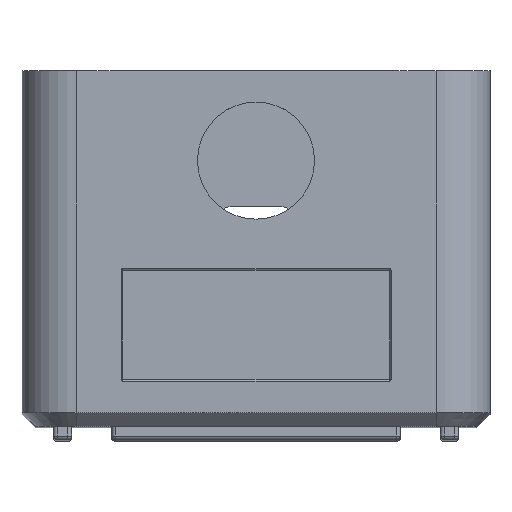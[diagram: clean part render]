
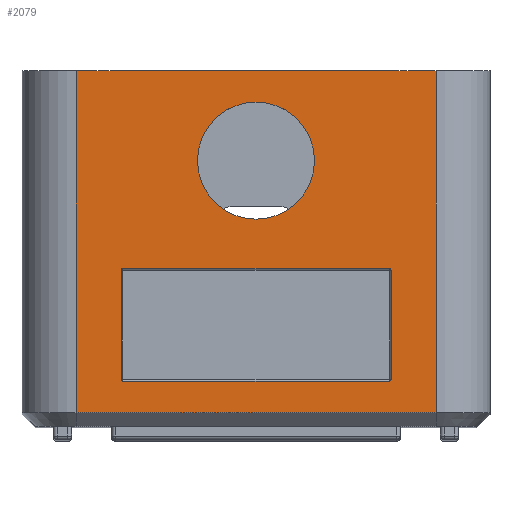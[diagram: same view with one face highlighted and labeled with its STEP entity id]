
A CAD part, top view. The second image highlights one B-rep face of the part: STEP entity #2079.
In plain terms, the highlighted planar face has unit normal (0, 0, 1).
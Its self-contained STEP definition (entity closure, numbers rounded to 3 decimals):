
#12 = DIRECTION ( 'NONE',  ( -1., 0., 0. ) ) ;
#145 = ORIENTED_EDGE ( 'NONE', *, *, #3934, .F. ) ;
#192 = ORIENTED_EDGE ( 'NONE', *, *, #6944, .F. ) ;
#230 = CIRCLE ( 'NONE', #7212, 6.5 ) ;
#298 = DIRECTION ( 'NONE',  ( 0., 0., 1. ) ) ;
#338 = ORIENTED_EDGE ( 'NONE', *, *, #1648, .T. ) ;
#387 = EDGE_CURVE ( 'NONE', #5309, #2672, #4239, .T. ) ;
#554 = LINE ( 'NONE', #2186, #5219 ) ;
#582 = CARTESIAN_POINT ( 'NONE',  ( -14.8, 17.3, 58.5 ) ) ;
#597 = CIRCLE ( 'NONE', #6159, 0.2 ) ;
#611 = VERTEX_POINT ( 'NONE', #1606 ) ;
#697 = ORIENTED_EDGE ( 'NONE', *, *, #1906, .F. ) ;
#825 = CIRCLE ( 'NONE', #3656, 0.2 ) ;
#935 = EDGE_LOOP ( 'NONE', ( #697, #1054, #4237, #338, #1304, #4015, #192, #2415 ) ) ;
#975 = VECTOR ( 'NONE', #3610, 1000. ) ;
#1054 = ORIENTED_EDGE ( 'NONE', *, *, #6883, .T. ) ;
#1119 = DIRECTION ( 'NONE',  ( 0., 0., -1. ) ) ;
#1188 = AXIS2_PLACEMENT_3D ( 'NONE', #1539, #2200, #3804 ) ;
#1198 = CARTESIAN_POINT ( 'NONE',  ( -20., 39.5, 58.5 ) ) ;
#1233 = LINE ( 'NONE', #1198, #6999 ) ;
#1236 = EDGE_LOOP ( 'NONE', ( #3164, #1290, #145, #1579 ) ) ;
#1270 = DIRECTION ( 'NONE',  ( 1., 0., 0. ) ) ;
#1290 = ORIENTED_EDGE ( 'NONE', *, *, #5335, .T. ) ;
#1304 = ORIENTED_EDGE ( 'NONE', *, *, #3229, .F. ) ;
#1322 = CIRCLE ( 'NONE', #5209, 0.2 ) ;
#1341 = CARTESIAN_POINT ( 'NONE',  ( 14.8, 17.5, 58.5 ) ) ;
#1357 = CARTESIAN_POINT ( 'NONE',  ( -15., 5., 58.5 ) ) ;
#1386 = EDGE_CURVE ( 'NONE', #611, #4144, #1543, .T. ) ;
#1513 = DIRECTION ( 'NONE',  ( 0., 1., 0. ) ) ;
#1533 = VERTEX_POINT ( 'NONE', #2480 ) ;
#1539 = CARTESIAN_POINT ( 'NONE',  ( 20., 39.5, 58.5 ) ) ;
#1543 = CIRCLE ( 'NONE', #3208, 0.2 ) ;
#1579 = ORIENTED_EDGE ( 'NONE', *, *, #387, .F. ) ;
#1606 = CARTESIAN_POINT ( 'NONE',  ( 15., 5.2, 58.5 ) ) ;
#1648 = EDGE_CURVE ( 'NONE', #2453, #6401, #597, .T. ) ;
#1812 = DIRECTION ( 'NONE',  ( -1., 0., 0. ) ) ;
#1857 = DIRECTION ( 'NONE',  ( 0., 0., 1. ) ) ;
#1906 = EDGE_CURVE ( 'NONE', #1533, #4144, #6465, .T. ) ;
#2033 = CARTESIAN_POINT ( 'NONE',  ( 0., 29.5, 58.5 ) ) ;
#2045 = DIRECTION ( 'NONE',  ( 0., 0., -1. ) ) ;
#2079 = ADVANCED_FACE ( 'NONE', ( #2790, #7255, #6613 ), #2171, .F. ) ;
#2138 = EDGE_CURVE ( 'NONE', #3291, #6262, #3563, .T. ) ;
#2171 = PLANE ( 'NONE',  #1188 ) ;
#2186 = CARTESIAN_POINT ( 'NONE',  ( 15., 17.5, 58.5 ) ) ;
#2193 = EDGE_CURVE ( 'NONE', #5309, #4375, #1233, .T. ) ;
#2200 = DIRECTION ( 'NONE',  ( 0., 0., -1. ) ) ;
#2216 = DIRECTION ( 'NONE',  ( -1., 0., 0. ) ) ;
#2261 = CARTESIAN_POINT ( 'NONE',  ( 20., 39.5, 58.5 ) ) ;
#2267 = ORIENTED_EDGE ( 'NONE', *, *, #2138, .F. ) ;
#2270 = DIRECTION ( 'NONE',  ( 0., -1., 0. ) ) ;
#2415 = ORIENTED_EDGE ( 'NONE', *, *, #1386, .T. ) ;
#2425 = LINE ( 'NONE', #2875, #5064 ) ;
#2453 = VERTEX_POINT ( 'NONE', #2714 ) ;
#2480 = CARTESIAN_POINT ( 'NONE',  ( -14.8, 5., 58.5 ) ) ;
#2509 = LINE ( 'NONE', #4722, #3507 ) ;
#2662 = EDGE_CURVE ( 'NONE', #6097, #5830, #1322, .T. ) ;
#2672 = VERTEX_POINT ( 'NONE', #2261 ) ;
#2696 = CARTESIAN_POINT ( 'NONE',  ( 15., 5., 58.5 ) ) ;
#2714 = CARTESIAN_POINT ( 'NONE',  ( -15., 17.3, 58.5 ) ) ;
#2790 = FACE_BOUND ( 'NONE', #935, .T. ) ;
#2875 = CARTESIAN_POINT ( 'NONE',  ( 20., 39.5, 58.5 ) ) ;
#3158 = VERTEX_POINT ( 'NONE', #3191 ) ;
#3164 = ORIENTED_EDGE ( 'NONE', *, *, #2193, .T. ) ;
#3191 = CARTESIAN_POINT ( 'NONE',  ( 20., 1.5, 58.5 ) ) ;
#3208 = AXIS2_PLACEMENT_3D ( 'NONE', #4470, #1119, #1812 ) ;
#3219 = AXIS2_PLACEMENT_3D ( 'NONE', #5639, #1857, #1270 ) ;
#3229 = EDGE_CURVE ( 'NONE', #6097, #6401, #554, .T. ) ;
#3291 = VERTEX_POINT ( 'NONE', #5026 ) ;
#3370 = CARTESIAN_POINT ( 'NONE',  ( -14.8, 17.5, 58.5 ) ) ;
#3507 = VECTOR ( 'NONE', #5427, 1000. ) ;
#3563 = CIRCLE ( 'NONE', #3219, 6.5 ) ;
#3610 = DIRECTION ( 'NONE',  ( 1., 0., 0. ) ) ;
#3614 = DIRECTION ( 'NONE',  ( 0., -1., 0. ) ) ;
#3656 = AXIS2_PLACEMENT_3D ( 'NONE', #4776, #4811, #4331 ) ;
#3761 = CARTESIAN_POINT ( 'NONE',  ( 15., 5., 58.5 ) ) ;
#3776 = EDGE_LOOP ( 'NONE', ( #2267, #4516 ) ) ;
#3793 = VECTOR ( 'NONE', #4130, 1000. ) ;
#3804 = DIRECTION ( 'NONE',  ( -1., 0., 0. ) ) ;
#3834 = CARTESIAN_POINT ( 'NONE',  ( -15., 5.2, 58.5 ) ) ;
#3934 = EDGE_CURVE ( 'NONE', #2672, #3158, #2425, .T. ) ;
#4015 = ORIENTED_EDGE ( 'NONE', *, *, #2662, .T. ) ;
#4075 = CARTESIAN_POINT ( 'NONE',  ( 14.8, 17.3, 58.5 ) ) ;
#4130 = DIRECTION ( 'NONE',  ( 1., 0., 0. ) ) ;
#4144 = VERTEX_POINT ( 'NONE', #6759 ) ;
#4167 = CARTESIAN_POINT ( 'NONE',  ( 20., 39.5, 58.5 ) ) ;
#4237 = ORIENTED_EDGE ( 'NONE', *, *, #7278, .F. ) ;
#4239 = LINE ( 'NONE', #4167, #3793 ) ;
#4248 = VECTOR ( 'NONE', #3614, 1000. ) ;
#4331 = DIRECTION ( 'NONE',  ( -1., 0., 0. ) ) ;
#4375 = VERTEX_POINT ( 'NONE', #4706 ) ;
#4470 = CARTESIAN_POINT ( 'NONE',  ( 14.8, 5.2, 58.5 ) ) ;
#4516 = ORIENTED_EDGE ( 'NONE', *, *, #6565, .F. ) ;
#4558 = VERTEX_POINT ( 'NONE', #3834 ) ;
#4706 = CARTESIAN_POINT ( 'NONE',  ( -20., 1.5, 58.5 ) ) ;
#4722 = CARTESIAN_POINT ( 'NONE',  ( 20., 1.5, 58.5 ) ) ;
#4776 = CARTESIAN_POINT ( 'NONE',  ( -14.8, 5.2, 58.5 ) ) ;
#4811 = DIRECTION ( 'NONE',  ( 0., 0., -1. ) ) ;
#5026 = CARTESIAN_POINT ( 'NONE',  ( 6.5, 29.5, 58.5 ) ) ;
#5064 = VECTOR ( 'NONE', #5126, 1000. ) ;
#5069 = DIRECTION ( 'NONE',  ( 0., 0., -1. ) ) ;
#5126 = DIRECTION ( 'NONE',  ( 0., -1., 0. ) ) ;
#5209 = AXIS2_PLACEMENT_3D ( 'NONE', #4075, #5069, #12 ) ;
#5219 = VECTOR ( 'NONE', #2216, 1000. ) ;
#5309 = VERTEX_POINT ( 'NONE', #7033 ) ;
#5335 = EDGE_CURVE ( 'NONE', #4375, #3158, #2509, .T. ) ;
#5427 = DIRECTION ( 'NONE',  ( 1., 0., 0. ) ) ;
#5506 = LINE ( 'NONE', #2696, #6027 ) ;
#5639 = CARTESIAN_POINT ( 'NONE',  ( 0., 29.5, 58.5 ) ) ;
#5830 = VERTEX_POINT ( 'NONE', #5983 ) ;
#5922 = DIRECTION ( 'NONE',  ( 1., 0., 0. ) ) ;
#5983 = CARTESIAN_POINT ( 'NONE',  ( 15., 17.3, 58.5 ) ) ;
#6007 = CARTESIAN_POINT ( 'NONE',  ( -6.5, 29.5, 58.5 ) ) ;
#6027 = VECTOR ( 'NONE', #1513, 1000. ) ;
#6083 = DIRECTION ( 'NONE',  ( -1., 0., 0. ) ) ;
#6097 = VERTEX_POINT ( 'NONE', #1341 ) ;
#6159 = AXIS2_PLACEMENT_3D ( 'NONE', #582, #2045, #6083 ) ;
#6262 = VERTEX_POINT ( 'NONE', #6007 ) ;
#6401 = VERTEX_POINT ( 'NONE', #3370 ) ;
#6434 = LINE ( 'NONE', #1357, #4248 ) ;
#6465 = LINE ( 'NONE', #3761, #975 ) ;
#6565 = EDGE_CURVE ( 'NONE', #6262, #3291, #230, .T. ) ;
#6613 = FACE_OUTER_BOUND ( 'NONE', #1236, .T. ) ;
#6759 = CARTESIAN_POINT ( 'NONE',  ( 14.8, 5., 58.5 ) ) ;
#6883 = EDGE_CURVE ( 'NONE', #1533, #4558, #825, .T. ) ;
#6944 = EDGE_CURVE ( 'NONE', #611, #5830, #5506, .T. ) ;
#6999 = VECTOR ( 'NONE', #2270, 1000. ) ;
#7033 = CARTESIAN_POINT ( 'NONE',  ( -20., 39.5, 58.5 ) ) ;
#7212 = AXIS2_PLACEMENT_3D ( 'NONE', #2033, #298, #5922 ) ;
#7255 = FACE_BOUND ( 'NONE', #3776, .T. ) ;
#7278 = EDGE_CURVE ( 'NONE', #2453, #4558, #6434, .T. ) ;
